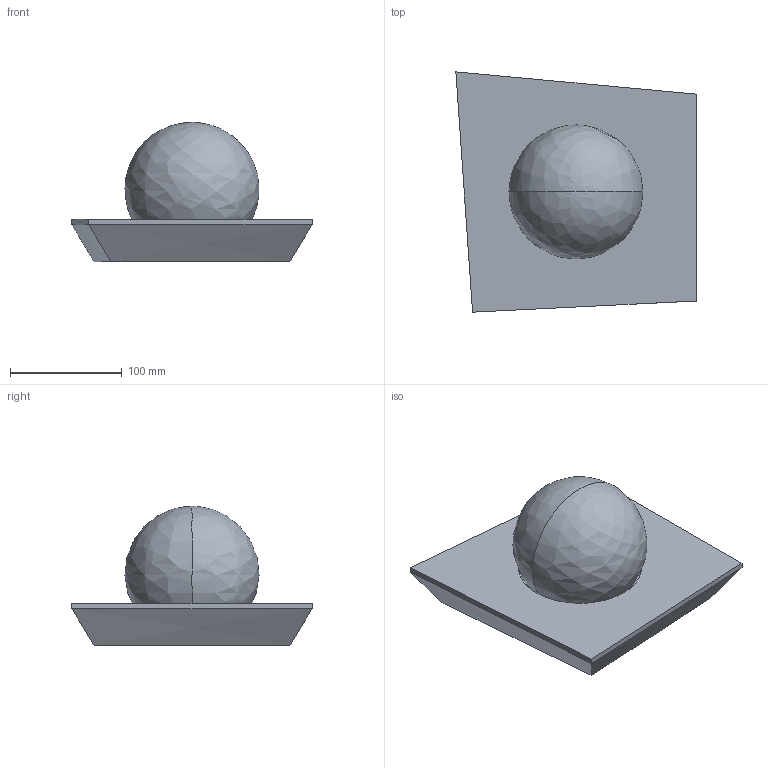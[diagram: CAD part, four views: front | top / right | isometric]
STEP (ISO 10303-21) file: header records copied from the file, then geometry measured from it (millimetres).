
FILE_DESCRIPTION(/* description */ (''),/* implementation_level */ '2;1');
FILE_NAME(/* name */ 'T387_C~1',/* time_stamp */ '2022-03-25T11:18:38+01:00',/* author */ (''),/* organization */ (''),/* preprocessor_version */ 'ST-DEVELOPER v16.5',/* originating_system */ '',/* authorisation */ '');
FILE_SCHEMA (('AUTOMOTIVE_DESIGN'));
Length unit declared in the file: millimetre
Products named in the file (1): Document
Bounding box: 215 x 215 x 124.59 mm (x, y, z)
Volume: 1004177.6 mm3; surface area: 275786.9 mm2
Topology: 10 solids, 10 shells, 203 faces, 477 edges, 308 vertices
Faces by surface type: bspline 131, plane 72
Entity records: 7143 total; most frequent: CARTESIAN_POINT 4267, ORIENTED_EDGE 946, EDGE_CURVE 473, VERTEX_POINT 308, EDGE_LOOP 259, ADVANCED_FACE 203, FACE_OUTER_BOUND 203, B_SPLINE_CURVE_WITH_KNOTS 156
